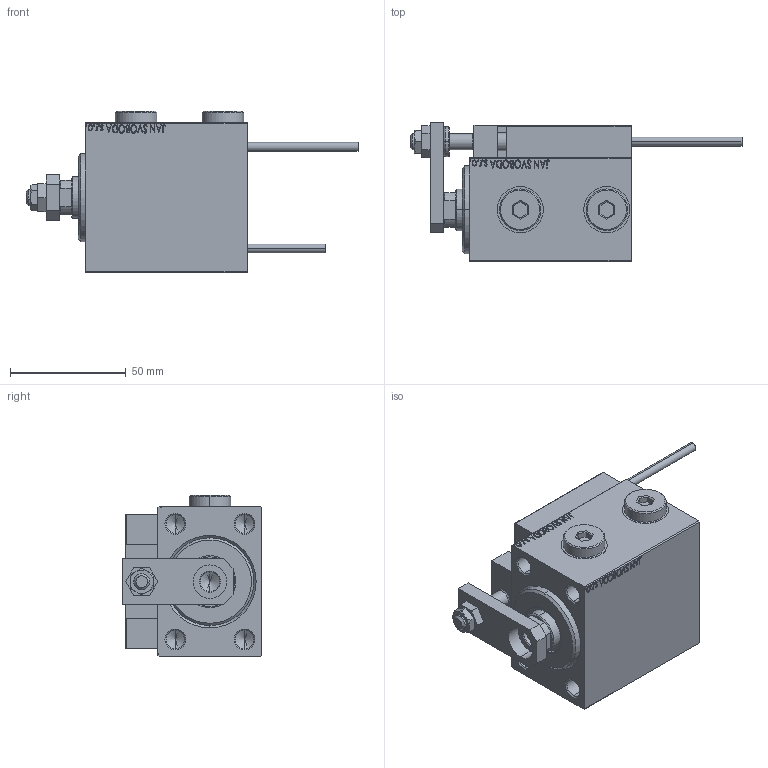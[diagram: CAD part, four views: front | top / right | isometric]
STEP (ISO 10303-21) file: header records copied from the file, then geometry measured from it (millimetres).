
FILE_DESCRIPTION (( 'STEP AP203' ), '1' );
FILE_NAME ('6150.STEP', '2024-02-13T06:46:00', ( '' ), ( '' ), 'SwSTEP 2.0', 'SolidWorks 2019', '' );
FILE_SCHEMA (( 'CONFIG_CONTROL_DESIGN' ));
Length unit declared in the file: millimetre
Products named in the file (17): 6150; V450CM_B_VCP a5246e9b3cf3248cae6fefc50043fe1e; SWITCH DIM B,W a5246e9b3cf3248cae6fefc50043fe1e; MAGNET a5246e9b3cf3248cae6fefc50043fe1e; TYC_L79 a5246e9b3cf3248cae6fefc50043fe1e; NUT_D12 a5246e9b3cf3248cae6fefc50043fe1e; ZARAZKA a5246e9b3cf3248cae6fefc50043fe1e; KONCOVKA a5246e9b3cf3248cae6fefc50043fe1e; V450CM_B_Body a5246e9b3cf3248cae6fefc50043fe1e; ALLEN BOLT D8 a5246e9b3cf3248cae6fefc50043fe1e; SWITCH_X_FRONT_BACK a5246e9b3cf3248cae6fefc50043fe1e; Zatka_OIL_PORT a5246e9b3cf3248cae6fefc50043fe1e; Block a5246e9b3cf3248cae6fefc50043fe1e; SWITCH X a5246e9b3cf3248cae6fefc50043fe1e; NUT_D10 a5246e9b3cf3248cae6fefc50043fe1e; ALLEN BOLT D5 a5246e9b3cf3248cae6fefc50043fe1e; V450CM_VC_B a5246e9b3cf3248cae6fefc50043fe1e
Assembly tree (27 placements, depth 3):
  6150
    V450CM_B_Body a5246e9b3cf3248cae6fefc50043fe1e
    V450CM_B_VCP a5246e9b3cf3248cae6fefc50043fe1e
    SWITCH X a5246e9b3cf3248cae6fefc50043fe1e
      SWITCH_X_FRONT_BACK a5246e9b3cf3248cae6fefc50043fe1e  x2
      TYC_L79 a5246e9b3cf3248cae6fefc50043fe1e
      Block a5246e9b3cf3248cae6fefc50043fe1e  x2
      ALLEN BOLT D5 a5246e9b3cf3248cae6fefc50043fe1e  x4
      ALLEN BOLT D8 a5246e9b3cf3248cae6fefc50043fe1e  x4
      MAGNET a5246e9b3cf3248cae6fefc50043fe1e  x2
      KONCOVKA a5246e9b3cf3248cae6fefc50043fe1e  x2
    NUT_D10 a5246e9b3cf3248cae6fefc50043fe1e
    NUT_D12 a5246e9b3cf3248cae6fefc50043fe1e
    SWITCH DIM B,W a5246e9b3cf3248cae6fefc50043fe1e
    ZARAZKA a5246e9b3cf3248cae6fefc50043fe1e
    V450CM_VC_B a5246e9b3cf3248cae6fefc50043fe1e
    Zatka_OIL_PORT a5246e9b3cf3248cae6fefc50043fe1e  x2
Bounding box: 143.7 x 60.5 x 69.9 mm (x, y, z)
Volume: 237498.7 mm3; surface area: 67220.1 mm2
Topology: 26 solids, 26 shells, 1372 faces, 3272 edges, 2070 vertices
Faces by surface type: plane 595, bspline 380, cylinder 200, cone 149, torus 44, sphere 4
Entity records: 52528 total; most frequent: CARTESIAN_POINT 26527, ORIENTED_EDGE 5452, DIRECTION 3779, EDGE_CURVE 2726, VERTEX_POINT 1770, VECTOR 1575, LINE 1575, EDGE_LOOP 1266
